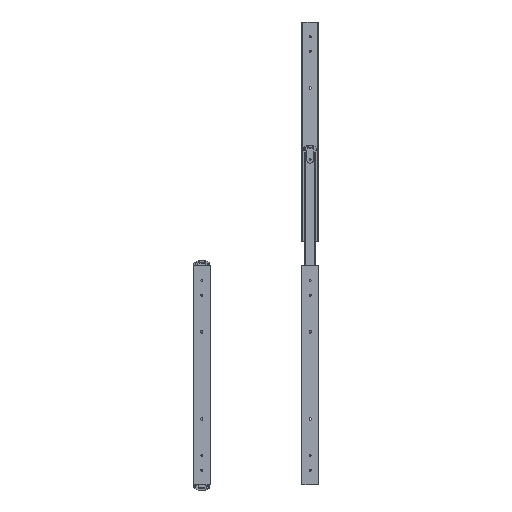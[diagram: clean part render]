
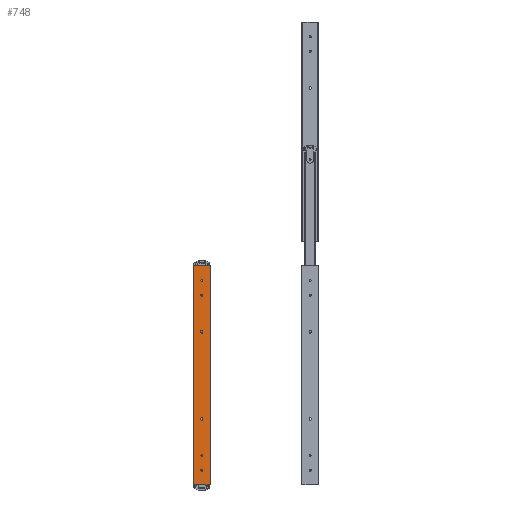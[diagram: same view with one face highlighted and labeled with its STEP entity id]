
A CAD part, front view. The second image highlights one B-rep face of the part: STEP entity #748.
In plain terms, the highlighted planar face has unit normal (0, -1, 0).
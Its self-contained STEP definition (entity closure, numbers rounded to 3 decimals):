
#122=CARTESIAN_POINT('',(-2.15,-4.7,145.1));
#123=VERTEX_POINT('',#122);
#130=CARTESIAN_POINT('',(-2.15,-4.7,142.9));
#131=VERTEX_POINT('',#130);
#132=CARTESIAN_POINT('',(-2.15,-4.7,142.9));
#133=DIRECTION('',(0.0,0.0,1.0));
#134=VECTOR('',#133,2.2);
#135=LINE('',#132,#134);
#136=EDGE_CURVE('',#131,#123,#135,.T.);
#162=CARTESIAN_POINT('',(2.15,-4.7,142.9));
#163=VERTEX_POINT('',#162);
#164=CARTESIAN_POINT('',(0.,-4.7,142.9));
#165=DIRECTION('',(0.0,1.0,0.0));
#166=DIRECTION('',(-1.0,0.0,0.0));
#167=AXIS2_PLACEMENT_3D('',#164,#165,#166);
#168=CIRCLE('',#167,2.15);
#169=EDGE_CURVE('',#163,#131,#168,.T.);
#194=CARTESIAN_POINT('',(2.15,-4.7,145.1));
#195=VERTEX_POINT('',#194);
#196=CARTESIAN_POINT('',(2.15,-4.7,145.1));
#197=DIRECTION('',(0.0,0.0,-1.0));
#198=VECTOR('',#197,2.2);
#199=LINE('',#196,#198);
#200=EDGE_CURVE('',#195,#163,#199,.T.);
#224=CARTESIAN_POINT('',(0.,-4.7,145.1));
#225=DIRECTION('',(0.0,1.0,0.0));
#226=DIRECTION('',(1.0,0.0,0.0));
#227=AXIS2_PLACEMENT_3D('',#224,#225,#226);
#228=CIRCLE('',#227,2.15);
#229=EDGE_CURVE('',#123,#195,#228,.T.);
#250=CARTESIAN_POINT('',(2.15,-4.7,332.9));
#251=VERTEX_POINT('',#250);
#258=CARTESIAN_POINT('',(2.15,-4.7,335.1));
#259=VERTEX_POINT('',#258);
#260=CARTESIAN_POINT('',(2.15,-4.7,335.1));
#261=DIRECTION('',(0.0,0.0,-1.0));
#262=VECTOR('',#261,2.2);
#263=LINE('',#260,#262);
#264=EDGE_CURVE('',#259,#251,#263,.T.);
#290=CARTESIAN_POINT('',(-2.15,-4.7,335.1));
#291=VERTEX_POINT('',#290);
#292=CARTESIAN_POINT('',(0.,-4.7,335.1));
#293=DIRECTION('',(0.0,1.0,0.0));
#294=DIRECTION('',(-1.0,0.0,0.0));
#295=AXIS2_PLACEMENT_3D('',#292,#293,#294);
#296=CIRCLE('',#295,2.15);
#297=EDGE_CURVE('',#291,#259,#296,.T.);
#322=CARTESIAN_POINT('',(-2.15,-4.7,332.9));
#323=VERTEX_POINT('',#322);
#324=CARTESIAN_POINT('',(-2.15,-4.7,332.9));
#325=DIRECTION('',(0.0,0.0,1.0));
#326=VECTOR('',#325,2.2);
#327=LINE('',#324,#326);
#328=EDGE_CURVE('',#323,#291,#327,.T.);
#352=CARTESIAN_POINT('',(0.,-4.7,332.9));
#353=DIRECTION('',(0.0,1.0,0.0));
#354=DIRECTION('',(1.0,0.0,0.0));
#355=AXIS2_PLACEMENT_3D('',#352,#353,#354);
#356=CIRCLE('',#355,2.15);
#357=EDGE_CURVE('',#251,#323,#356,.T.);
#379=CARTESIAN_POINT('',(2.15,-4.7,32.0));
#380=VERTEX_POINT('',#379);
#381=CARTESIAN_POINT('',(0.,-4.7,32.0));
#382=DIRECTION('',(0.0,1.0,0.0));
#383=DIRECTION('',(-1.0,0.0,0.0));
#384=AXIS2_PLACEMENT_3D('',#381,#382,#383);
#385=CIRCLE('',#384,2.15);
#386=EDGE_CURVE('',#380,#380,#385,.T.);
#407=CARTESIAN_POINT('',(2.15,-4.7,64.0));
#408=VERTEX_POINT('',#407);
#409=CARTESIAN_POINT('',(0.,-4.7,64.0));
#410=DIRECTION('',(0.0,1.0,0.0));
#411=DIRECTION('',(-1.0,0.0,0.0));
#412=AXIS2_PLACEMENT_3D('',#409,#410,#411);
#413=CIRCLE('',#412,2.15);
#414=EDGE_CURVE('',#408,#408,#413,.T.);
#435=CARTESIAN_POINT('',(2.15,-4.7,414.0));
#436=VERTEX_POINT('',#435);
#437=CARTESIAN_POINT('',(0.,-4.7,414.0));
#438=DIRECTION('',(0.0,1.0,0.0));
#439=DIRECTION('',(-1.0,0.0,0.0));
#440=AXIS2_PLACEMENT_3D('',#437,#438,#439);
#441=CIRCLE('',#440,2.15);
#442=EDGE_CURVE('',#436,#436,#441,.T.);
#463=CARTESIAN_POINT('',(2.15,-4.7,446.0));
#464=VERTEX_POINT('',#463);
#465=CARTESIAN_POINT('',(0.,-4.7,446.0));
#466=DIRECTION('',(0.0,1.0,0.0));
#467=DIRECTION('',(-1.0,0.0,0.0));
#468=AXIS2_PLACEMENT_3D('',#465,#466,#467);
#469=CIRCLE('',#468,2.15);
#470=EDGE_CURVE('',#464,#464,#469,.T.);
#668=CARTESIAN_POINT('',(18.2,-4.7,478.));
#669=VERTEX_POINT('',#668);
#676=CARTESIAN_POINT('',(18.2,-4.7,0.0));
#677=VERTEX_POINT('',#676);
#678=CARTESIAN_POINT('',(18.2,-4.7,0.0));
#679=DIRECTION('',(0.0,0.0,1.0));
#680=VECTOR('',#679,478.);
#681=LINE('',#678,#680);
#682=EDGE_CURVE('',#677,#669,#681,.T.);
#694=CARTESIAN_POINT('',(18.2,-4.7,0.0));
#695=DIRECTION('',(0.0,-1.0,0.0));
#696=DIRECTION('',(0.0,0.0,-1.0));
#697=AXIS2_PLACEMENT_3D('',#694,#695,#696);
#698=PLANE('',#697);
#699=CARTESIAN_POINT('',(-18.2,-4.7,478.));
#700=VERTEX_POINT('',#699);
#701=CARTESIAN_POINT('',(18.2,-4.7,478.));
#702=DIRECTION('',(-1.0,0.0,0.0));
#703=VECTOR('',#702,36.4);
#704=LINE('',#701,#703);
#705=EDGE_CURVE('',#669,#700,#704,.T.);
#706=ORIENTED_EDGE('',*,*,#705,.T.);
#707=CARTESIAN_POINT('',(-18.2,-4.7,0.0));
#708=VERTEX_POINT('',#707);
#709=CARTESIAN_POINT('',(-18.2,-4.7,0.0));
#710=DIRECTION('',(0.0,0.0,1.0));
#711=VECTOR('',#710,478.);
#712=LINE('',#709,#711);
#713=EDGE_CURVE('',#708,#700,#712,.T.);
#714=ORIENTED_EDGE('',*,*,#713,.F.);
#715=CARTESIAN_POINT('',(-18.2,-4.7,0.0));
#716=DIRECTION('',(1.0,0.0,0.0));
#717=VECTOR('',#716,36.4);
#718=LINE('',#715,#717);
#719=EDGE_CURVE('',#708,#677,#718,.T.);
#720=ORIENTED_EDGE('',*,*,#719,.T.);
#721=ORIENTED_EDGE('',*,*,#682,.T.);
#722=EDGE_LOOP('',(#706,#714,#720,#721));
#723=FACE_OUTER_BOUND('',#722,.T.);
#724=ORIENTED_EDGE('',*,*,#200,.T.);
#725=ORIENTED_EDGE('',*,*,#169,.T.);
#726=ORIENTED_EDGE('',*,*,#136,.T.);
#727=ORIENTED_EDGE('',*,*,#229,.T.);
#728=EDGE_LOOP('',(#724,#725,#726,#727));
#729=FACE_BOUND('',#728,.T.);
#730=ORIENTED_EDGE('',*,*,#328,.T.);
#731=ORIENTED_EDGE('',*,*,#297,.T.);
#732=ORIENTED_EDGE('',*,*,#264,.T.);
#733=ORIENTED_EDGE('',*,*,#357,.T.);
#734=EDGE_LOOP('',(#730,#731,#732,#733));
#735=FACE_BOUND('',#734,.T.);
#736=ORIENTED_EDGE('',*,*,#386,.T.);
#737=EDGE_LOOP('',(#736));
#738=FACE_BOUND('',#737,.T.);
#739=ORIENTED_EDGE('',*,*,#414,.T.);
#740=EDGE_LOOP('',(#739));
#741=FACE_BOUND('',#740,.T.);
#742=ORIENTED_EDGE('',*,*,#442,.T.);
#743=EDGE_LOOP('',(#742));
#744=FACE_BOUND('',#743,.T.);
#745=ORIENTED_EDGE('',*,*,#470,.T.);
#746=EDGE_LOOP('',(#745));
#747=FACE_BOUND('',#746,.T.);
#748=ADVANCED_FACE('',(#723,#729,#735,#738,#741,#744,#747),#698,.T.);
